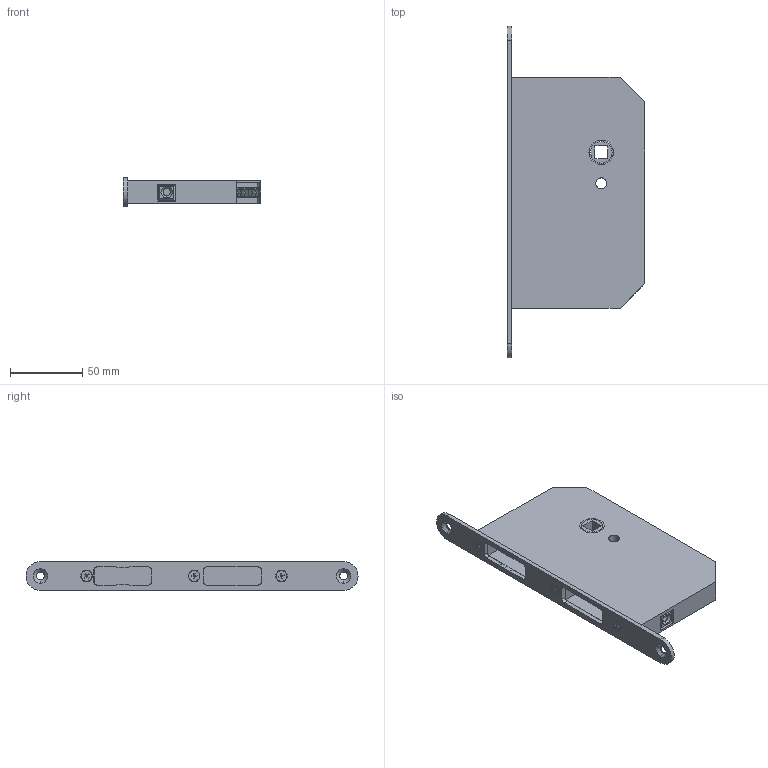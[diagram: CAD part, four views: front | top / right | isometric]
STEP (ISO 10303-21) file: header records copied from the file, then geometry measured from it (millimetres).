
FILE_DESCRIPTION (( 'STEP AP203' ), '1' );
FILE_NAME ('CASA 51590, Dornmass 65, Flachstulp 20r.STEP', '2025-01-10T05:22:56', ( '' ), ( '' ), 'SwSTEP 2.0', 'SolidWorks 2023', '' );
FILE_SCHEMA (( 'CONFIG_CONTROL_DESIGN' ));
Length unit declared in the file: millimetre
Products named in the file (4): D001533313-065_D001533313-066; D001127682-000_D001127682-001; D001554248-020; CASA 51590, Dornmass 65, Flachstulp 20r
Assembly tree (5 placements, depth 2):
  CASA 51590, Dornmass 65, Flachstulp 20r
    D001533313-065_D001533313-066
    D001127682-000_D001127682-001  x3
    D001554248-020
Bounding box: 95 x 230 x 20 mm (x, y, z)
Volume: 214959 mm3; surface area: 54810.5 mm2
Topology: 7 solids, 7 shells, 445 faces, 1087 edges, 681 vertices
Faces by surface type: plane 316, cylinder 91, cone 26, torus 12
Entity records: 11061 total; most frequent: CARTESIAN_POINT 1941, ORIENTED_EDGE 1782, DIRECTION 1779, EDGE_CURVE 891, LINE 681, VECTOR 681, VERTEX_POINT 567, AXIS2_PLACEMENT_3D 549
